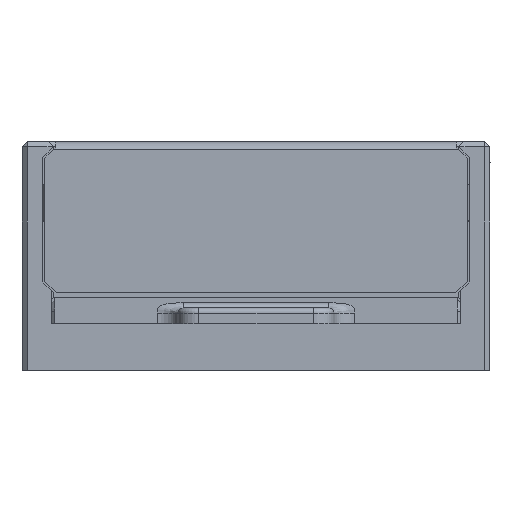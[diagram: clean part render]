
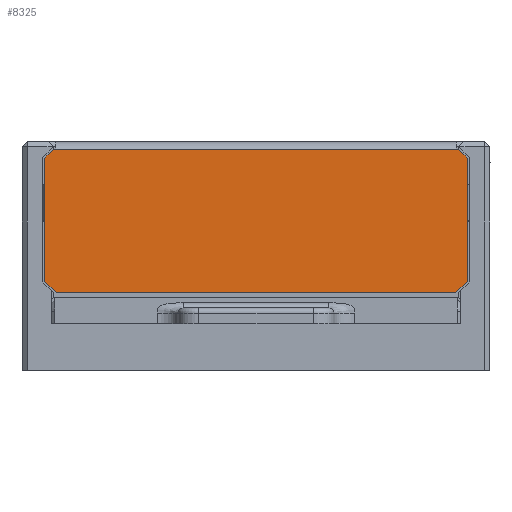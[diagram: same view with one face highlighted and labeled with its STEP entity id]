
A CAD part, left-side view. The second image highlights one B-rep face of the part: STEP entity #8325.
In plain terms, the highlighted planar face has unit normal (-1, 0, 0).
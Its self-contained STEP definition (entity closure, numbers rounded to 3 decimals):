
#1517=FACE_OUTER_BOUND('',#2305,.T.);
#2305=EDGE_LOOP('',(#7693,#7694,#7695,#7696,#7697,#7698,#7699,#7700));
#2931=LINE('',#14607,#3593);
#2941=LINE('',#14625,#3603);
#2944=LINE('',#14631,#3606);
#2947=LINE('',#14637,#3609);
#2950=LINE('',#14643,#3612);
#2953=LINE('',#14649,#3615);
#2956=LINE('',#14655,#3618);
#2959=LINE('',#14660,#3621);
#3593=VECTOR('',#11520,10.);
#3603=VECTOR('',#11536,10.);
#3606=VECTOR('',#11541,10.);
#3609=VECTOR('',#11546,10.);
#3612=VECTOR('',#11551,10.);
#3615=VECTOR('',#11556,10.);
#3618=VECTOR('',#11561,10.);
#3621=VECTOR('',#11566,10.);
#4341=VERTEX_POINT('',#14605);
#4342=VERTEX_POINT('',#14606);
#4347=VERTEX_POINT('',#14623);
#4349=VERTEX_POINT('',#14629);
#4351=VERTEX_POINT('',#14635);
#4353=VERTEX_POINT('',#14641);
#4355=VERTEX_POINT('',#14647);
#4357=VERTEX_POINT('',#14653);
#5449=EDGE_CURVE('',#4341,#4342,#2931,.T.);
#5459=EDGE_CURVE('',#4347,#4341,#2941,.T.);
#5462=EDGE_CURVE('',#4349,#4347,#2944,.T.);
#5465=EDGE_CURVE('',#4351,#4349,#2947,.T.);
#5468=EDGE_CURVE('',#4351,#4353,#2950,.T.);
#5471=EDGE_CURVE('',#4353,#4355,#2953,.T.);
#5474=EDGE_CURVE('',#4355,#4357,#2956,.T.);
#5477=EDGE_CURVE('',#4357,#4342,#2959,.T.);
#7693=ORIENTED_EDGE('',*,*,#5468,.T.);
#7694=ORIENTED_EDGE('',*,*,#5471,.T.);
#7695=ORIENTED_EDGE('',*,*,#5474,.T.);
#7696=ORIENTED_EDGE('',*,*,#5477,.T.);
#7697=ORIENTED_EDGE('',*,*,#5449,.F.);
#7698=ORIENTED_EDGE('',*,*,#5459,.F.);
#7699=ORIENTED_EDGE('',*,*,#5462,.F.);
#7700=ORIENTED_EDGE('',*,*,#5465,.F.);
#7928=PLANE('',#9227);
#8325=ADVANCED_FACE('',(#1517),#7928,.T.);
#9227=AXIS2_PLACEMENT_3D('',#14663,#11570,#11571);
#11520=DIRECTION('',(0.,-1.,0.));
#11536=DIRECTION('',(0.,-0.707,0.707));
#11541=DIRECTION('',(0.,0.,1.));
#11546=DIRECTION('',(0.,0.707,0.707));
#11551=DIRECTION('',(0.,-1.,0.));
#11556=DIRECTION('',(0.,-0.707,0.707));
#11561=DIRECTION('',(0.,0.,1.));
#11566=DIRECTION('',(0.,0.707,0.707));
#11570=DIRECTION('center_axis',(-1.,0.,0.));
#11571=DIRECTION('ref_axis',(0.,-1.,0.));
#14605=CARTESIAN_POINT('',(-66.25,39.,42.434));
#14606=CARTESIAN_POINT('',(-66.25,-39.,42.434));
#14607=CARTESIAN_POINT('',(-66.25,39.,42.434));
#14623=CARTESIAN_POINT('',(-66.25,40.6,40.834));
#14625=CARTESIAN_POINT('',(-66.25,40.6,40.834));
#14629=CARTESIAN_POINT('',(-66.25,40.6,17.166));
#14631=CARTESIAN_POINT('',(-66.25,40.6,17.166));
#14635=CARTESIAN_POINT('',(-66.25,38.434,15.));
#14637=CARTESIAN_POINT('',(-66.25,38.434,15.));
#14641=CARTESIAN_POINT('',(-66.25,-38.434,15.));
#14643=CARTESIAN_POINT('',(-66.25,39.,15.));
#14647=CARTESIAN_POINT('',(-66.25,-40.6,17.166));
#14649=CARTESIAN_POINT('',(-66.25,-38.434,15.));
#14653=CARTESIAN_POINT('',(-66.25,-40.6,40.834));
#14655=CARTESIAN_POINT('',(-66.25,-40.6,17.166));
#14660=CARTESIAN_POINT('',(-66.25,-40.6,40.834));
#14663=CARTESIAN_POINT('Origin',(-66.25,0.,28.717));
